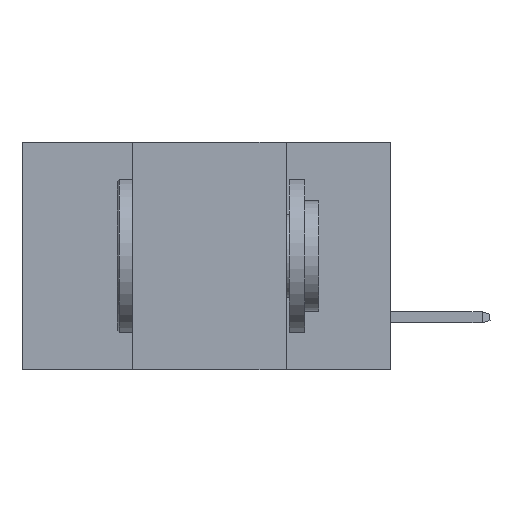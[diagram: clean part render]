
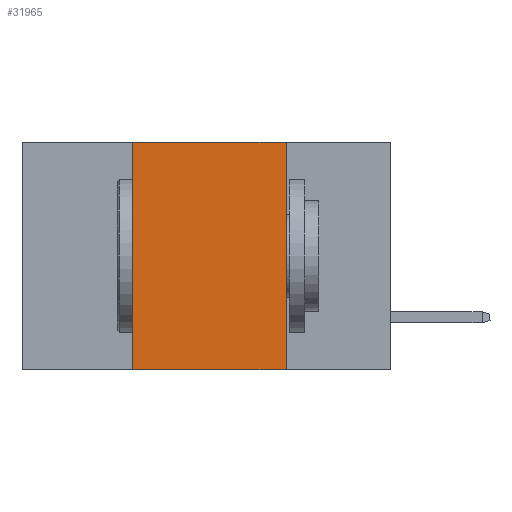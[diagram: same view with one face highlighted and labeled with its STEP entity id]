
A CAD part, left-side view. The second image highlights one B-rep face of the part: STEP entity #31965.
In plain terms, the highlighted planar face has unit normal (-1, 0, 0).
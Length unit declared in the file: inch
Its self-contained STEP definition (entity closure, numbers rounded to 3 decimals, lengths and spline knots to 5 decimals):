
#790 = CARTESIAN_POINT ( 'NONE',  ( 0., 0.42, 0. ) ) ;
#2893 = FACE_OUTER_BOUND ( 'NONE', #25456, .T. ) ;
#3177 = EDGE_CURVE ( 'NONE', #28698, #16536, #25345, .T. ) ;
#3374 = VECTOR ( 'NONE', #17523, 39.37008 ) ;
#3448 = CARTESIAN_POINT ( 'NONE',  ( 0., 0.42, -0.37 ) ) ;
#4077 = CARTESIAN_POINT ( 'NONE',  ( 0., 0.17, -0.37 ) ) ;
#6029 = AXIS2_PLACEMENT_3D ( 'NONE', #8632, #22787, #6078 ) ;
#6078 = DIRECTION ( 'NONE',  ( 0., 0., -1. ) ) ;
#6705 = VERTEX_POINT ( 'NONE', #3448 ) ;
#6865 = VERTEX_POINT ( 'NONE', #4077 ) ;
#8308 = ORIENTED_EDGE ( 'NONE', *, *, #3177, .F. ) ;
#8632 = CARTESIAN_POINT ( 'NONE',  ( 0., 0.6, 0. ) ) ;
#9516 = EDGE_CURVE ( 'NONE', #6705, #28698, #25725, .T. ) ;
#10451 = VECTOR ( 'NONE', #19697, 39.37008 ) ;
#13373 = LINE ( 'NONE', #33731, #34798 ) ;
#14057 = CARTESIAN_POINT ( 'NONE',  ( 0., 0.6, 0. ) ) ;
#14452 = ORIENTED_EDGE ( 'NONE', *, *, #9516, .F. ) ;
#16536 = VERTEX_POINT ( 'NONE', #20041 ) ;
#17127 = PLANE ( 'NONE',  #6029 ) ;
#17523 = DIRECTION ( 'NONE',  ( 0., 0., 1. ) ) ;
#17621 = DIRECTION ( 'NONE',  ( 0., 0., -1. ) ) ;
#19697 = DIRECTION ( 'NONE',  ( 0., -1., 0. ) ) ;
#20041 = CARTESIAN_POINT ( 'NONE',  ( 0., 0.17, 0. ) ) ;
#20330 = CARTESIAN_POINT ( 'NONE',  ( 0., 0.17, 0. ) ) ;
#22787 = DIRECTION ( 'NONE',  ( 1., 0., 0. ) ) ;
#24252 = EDGE_CURVE ( 'NONE', #6705, #6865, #13373, .T. ) ;
#25345 = LINE ( 'NONE', #14057, #10451 ) ;
#25456 = EDGE_LOOP ( 'NONE', ( #30188, #8308, #14452, #31182 ) ) ;
#25474 = DIRECTION ( 'NONE',  ( 0., -1., 0. ) ) ;
#25725 = LINE ( 'NONE', #790, #3374 ) ;
#26558 = VECTOR ( 'NONE', #17621, 39.37008 ) ;
#28698 = VERTEX_POINT ( 'NONE', #29198 ) ;
#29198 = CARTESIAN_POINT ( 'NONE',  ( 0., 0.42, 0. ) ) ;
#30188 = ORIENTED_EDGE ( 'NONE', *, *, #32072, .F. ) ;
#31182 = ORIENTED_EDGE ( 'NONE', *, *, #24252, .T. ) ;
#31965 = ADVANCED_FACE ( 'NONE', ( #2893 ), #17127, .F. ) ;
#32072 = EDGE_CURVE ( 'NONE', #16536, #6865, #34799, .T. ) ;
#33731 = CARTESIAN_POINT ( 'NONE',  ( 0., 0.6, -0.37 ) ) ;
#34798 = VECTOR ( 'NONE', #25474, 39.37008 ) ;
#34799 = LINE ( 'NONE', #20330, #26558 ) ;
